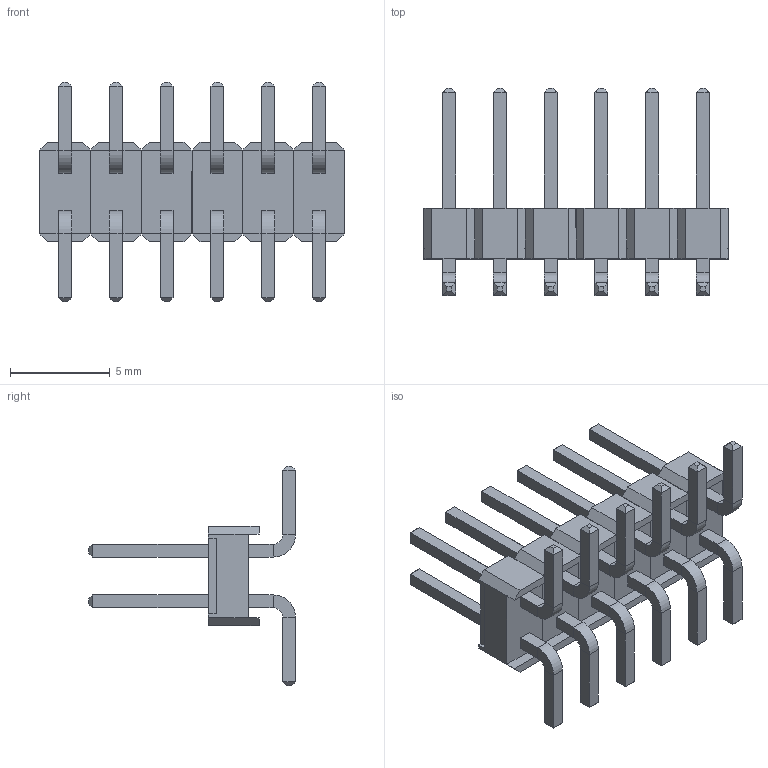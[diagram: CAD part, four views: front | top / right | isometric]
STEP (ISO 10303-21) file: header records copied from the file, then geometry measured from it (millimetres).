
FILE_DESCRIPTION (( 'STEP AP214' ), '1' );
FILE_NAME ('PLD_12SMD.STEP', '2019-07-03T12:37:07', ( '' ), ( '' ), 'SwSTEP 2.0', 'SolidWorks 2018', '' );
FILE_SCHEMA (( 'AUTOMOTIVE_DESIGN' ));
Length unit declared in the file: millimetre
Products named in the file (1): PLD_12SMD
Bounding box: 15.24 x 10.36 x 11 mm (x, y, z)
Volume: 209 mm3; surface area: 712.4 mm2
Topology: 6 solids, 6 shells, 444 faces, 1008 edges, 600 vertices
Faces by surface type: plane 420, cylinder 24
Entity records: 16895 total; most frequent: CARTESIAN_POINT 2053, ORIENTED_EDGE 2016, DIRECTION 1946, EDGE_CURVE 1008, VECTOR 960, LINE 960, VERTEX_POINT 600, AXIS2_PLACEMENT_3D 493
